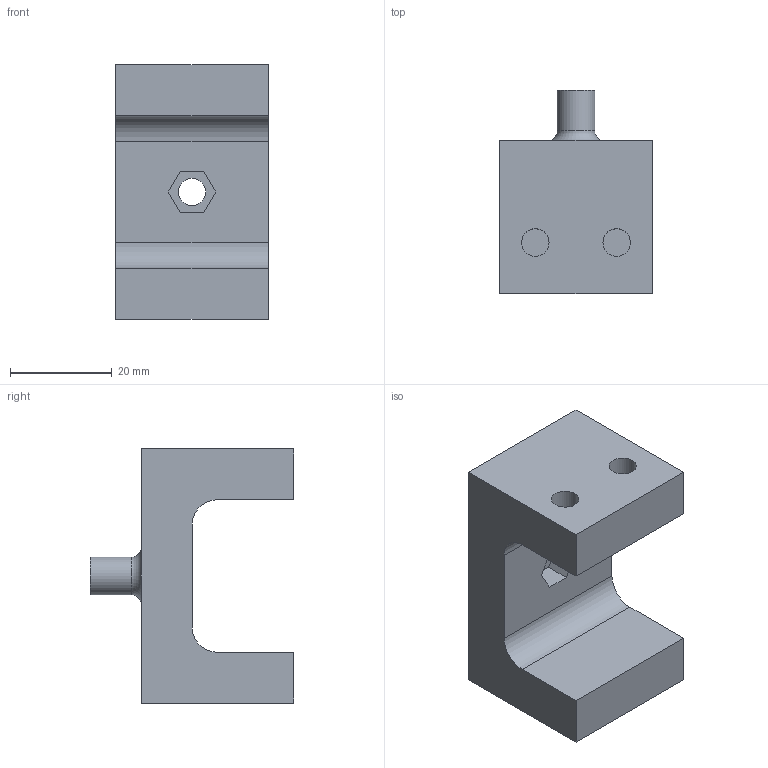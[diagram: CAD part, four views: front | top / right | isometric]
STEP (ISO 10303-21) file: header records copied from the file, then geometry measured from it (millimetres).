
FILE_DESCRIPTION(/* description */ (''),/* implementation_level */ '2;1');
FILE_NAME(/* name */ 'attachment.step',/* time_stamp */ '2020-05-12T13:05:17+09:00',/* author */ (''),/* organization */ (''),/* preprocessor_version */ 'ST-DEVELOPER v18.1',/* originating_system */ 'Autodesk Translation Framework v9.2.0.1227',/* authorisation */ '');
FILE_SCHEMA (('AUTOMOTIVE_DESIGN { 1 0 10303 214 3 1 1 }'));
Length unit declared in the file: millimetre
Products named in the file (1): ドアノブ治具 v2 縦
Bounding box: 30 x 40 x 50 mm (x, y, z)
Volume: 26359.1 mm3; surface area: 8612.2 mm2
Topology: 1 solids, 1 shells, 39 faces, 103 edges, 70 vertices
Faces by surface type: plane 32, cylinder 6, torus 1
Full cylindrical faces by diameter (mm): 5.4 x3, 7.4 x1
Entity records: 1253 total; most frequent: CARTESIAN_POINT 213, ORIENTED_EDGE 206, DIRECTION 202, EDGE_CURVE 103, LINE 84, VECTOR 84, VERTEX_POINT 70, AXIS2_PLACEMENT_3D 59
